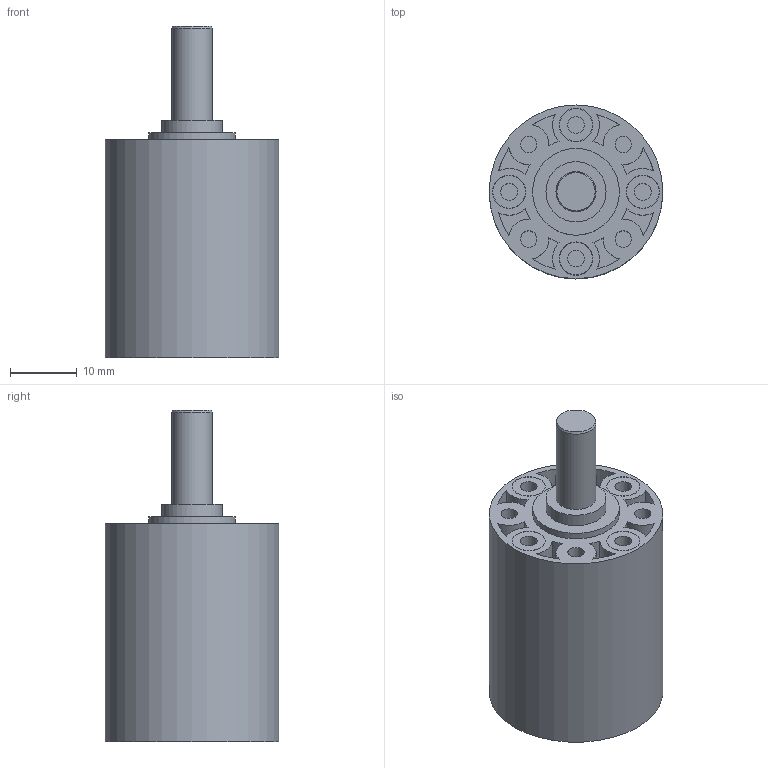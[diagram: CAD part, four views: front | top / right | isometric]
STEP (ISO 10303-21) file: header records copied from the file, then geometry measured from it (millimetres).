
FILE_DESCRIPTION(/* description */ (''),/* implementation_level */ '2;1');
FILE_NAME(/* name */ '26-A_2stage.stp',/* time_stamp */ '2019-07-09T14:33:32+02:00',/* author */ ('DR. FRITZ FAULHABER GmbH & Co. KG'),/* organization */ ('DR. FRITZ FAULHABER GmbH & Co. KG'),/* preprocessor_version */ 'ST-DEVELOPER v16.7',/* originating_system */ 'SIEMENS PLM Software NX 12.0',/* authorisation */ '');
FILE_SCHEMA (('AUTOMOTIVE_DESIGN { 1 0 10303 214 3 1 1 1 }'));
Length unit declared in the file: millimetre
Products named in the file (1): Part
Bounding box: 26 x 26 x 49.7 mm (x, y, z)
Volume: 15729.3 mm3; surface area: 7600.7 mm2
Topology: 2 solids, 2 shells, 408 faces, 1044 edges, 686 vertices
Faces by surface type: plane 226, cylinder 140, cone 31, torus 11
Full cylindrical faces by diameter (mm): 1 x3, 2.15 x3, 2.46 x4, 2.5 x4, 3 x6, 4.14 x1, 4.26 x3, 4.9 x4, 5 x4, 6 x1, 9 x1, 10.01 x1, 10.19 x1, 13 x1, 22 x1, 22.12 x1, 22.474 x1, 22.53 x2, 24 x1, 26 x1
Entity records: 12370 total; most frequent: CARTESIAN_POINT 2691, DIRECTION 1998, ORIENTED_EDGE 1928, EDGE_CURVE 964, AXIS2_PLACEMENT_3D 739, VERTEX_POINT 667, EDGE_LOOP 523, LINE 520
